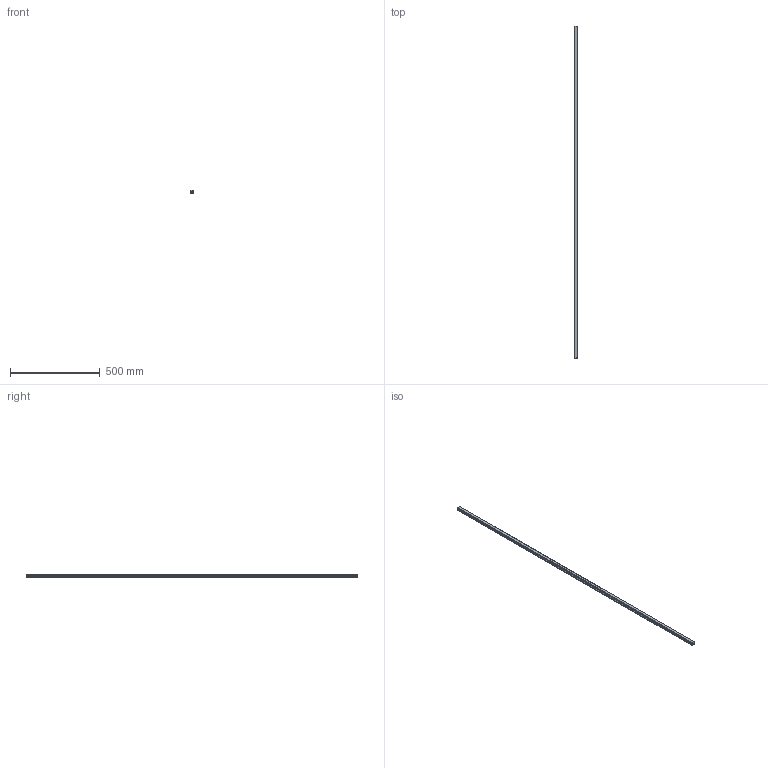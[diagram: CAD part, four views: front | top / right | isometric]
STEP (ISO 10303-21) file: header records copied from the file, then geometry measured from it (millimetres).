
FILE_DESCRIPTION(('STEP AP214'),'1');
FILE_NAME('cctmp_581353C1-A354-4DDB-92A8-5F87DFF3A9BD_2021_01_22_12_28_29_0369..stp','2021-01-22T11:28:29',('HIWIN GmbH'),('CADClick - www.CADClick.com'),'Spatial InterOp 3D',' ','unknown authorization');
FILE_SCHEMA(('AUTOMOTIVE_DESIGN'));
Length unit declared in the file: millimetre
Products named in the file (1): HGR20T1850C_FILE
Bounding box: 20 x 1850 x 17.5 mm (x, y, z)
Volume: 546363.4 mm3; surface area: 147701.7 mm2
Topology: 1 solids, 1 shells, 231 faces, 613 edges, 357 vertices
Faces by surface type: plane 85, cylinder 84, cone 62
Entity records: 8537 total; most frequent: DIRECTION 1183, CARTESIAN_POINT 1140, ORIENTED_EDGE 1102, EDGE_CURVE 551, AXIS2_PLACEMENT_3D 400, LINE 383, VECTOR 383, VERTEX_POINT 357
